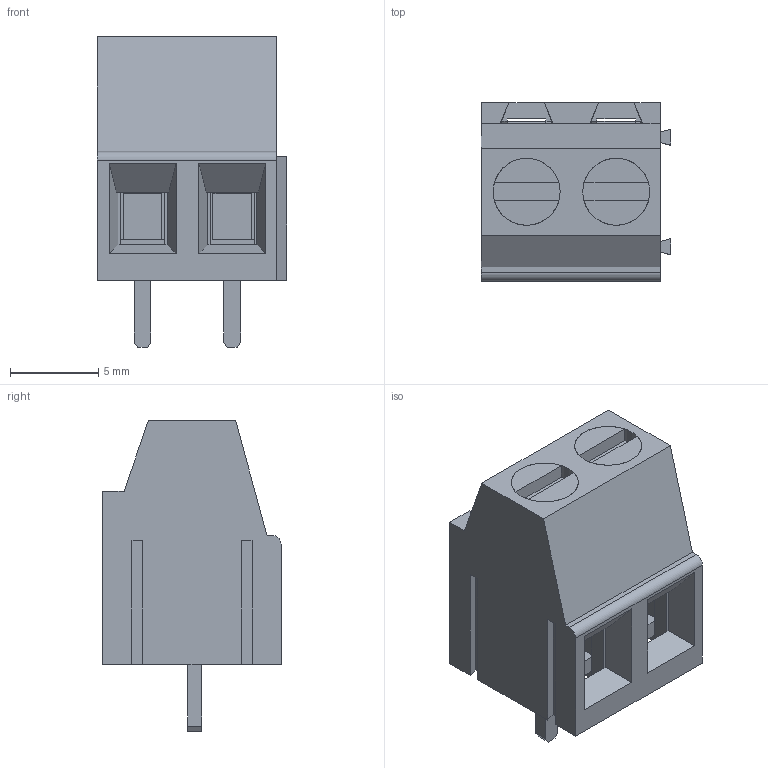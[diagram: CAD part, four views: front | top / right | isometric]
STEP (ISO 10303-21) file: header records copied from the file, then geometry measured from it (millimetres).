
FILE_DESCRIPTION( ( 'Unknown' ), '1' );
FILE_NAME( '691216510002.stp', 'Unknown', ( 'Quentin LAIDEBEUR' ), ( 'WE' ), 'PSStep 15.0.49', 'Sample-box', ' ' );
FILE_SCHEMA( ( 'AUTOMOTIVE_DESIGN { 1 0 10303 214 1 1 1 1 }' ) );
Length unit declared in the file: millimetre
Products named in the file (5): Assem1; 691216510002; 6912165100xx_MASS; 6912165100xx_PIN; 6912165100xx_VIS
Assembly tree (7 placements, depth 2):
  Assem1
    691216510002
    6912165100xx_MASS  x2
    6912165100xx_PIN  x2
    6912165100xx_VIS  x2
Bounding box: 10.76 x 10.1 x 17.6 mm (x, y, z)
Volume: 821.6 mm3; surface area: 2150.4 mm2
Topology: 7 solids, 7 shells, 217 faces, 585 edges, 382 vertices
Faces by surface type: plane 190, cylinder 27
Full cylindrical faces by diameter (mm): 2.4 x6, 3.8 x4
Entity records: 6483 total; most frequent: CARTESIAN_POINT 902, ORIENTED_EDGE 880, DIRECTION 821, EDGE_CURVE 440, LINE 401, VECTOR 401, VERTEX_POINT 291, AXIS2_PLACEMENT_3D 210
